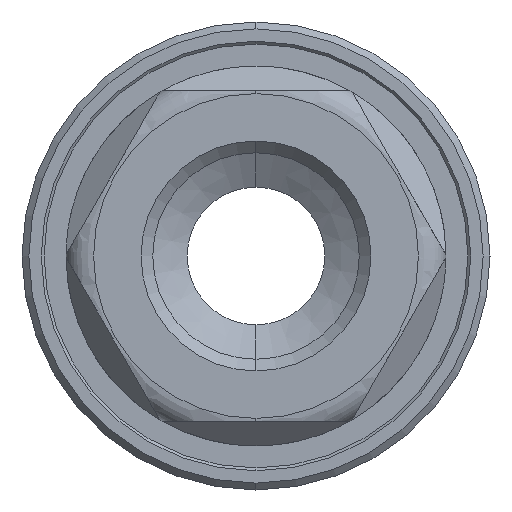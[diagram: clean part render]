
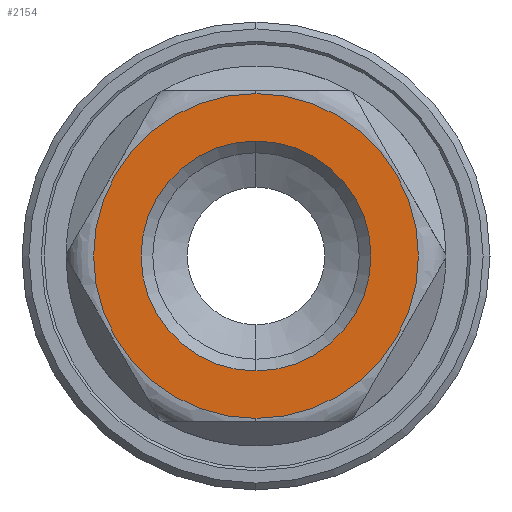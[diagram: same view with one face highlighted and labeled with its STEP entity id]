
A CAD part, left-side view. The second image highlights one B-rep face of the part: STEP entity #2154.
In plain terms, the highlighted planar face has unit normal (-1, 0, 0).
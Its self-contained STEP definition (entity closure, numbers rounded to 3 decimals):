
#115 = CARTESIAN_POINT ( 'NONE',  ( 0., 0., -8.35 ) ) ;
#116 = CARTESIAN_POINT ( 'NONE',  ( 0., 0., 11.8 ) ) ;
#121 = CARTESIAN_POINT ( 'NONE',  ( 0., 0., 8.35 ) ) ;
#152 = CARTESIAN_POINT ( 'NONE',  ( 0., 0., -11.8 ) ) ;
#371 = FACE_BOUND ( 'NONE', #692, .T. ) ;
#373 = FACE_OUTER_BOUND ( 'NONE', #680, .T. ) ;
#525 = CIRCLE ( 'NONE', #1925, 8.35 ) ;
#527 = CIRCLE ( 'NONE', #1924, 11.8 ) ;
#532 = CIRCLE ( 'NONE', #1919, 11.8 ) ;
#535 = CIRCLE ( 'NONE', #1917, 8.35 ) ;
#680 = EDGE_LOOP ( 'NONE', ( #799, #800 ) ) ;
#692 = EDGE_LOOP ( 'NONE', ( #797, #798 ) ) ;
#797 = ORIENTED_EDGE ( 'NONE', *, *, #1232, .F. ) ;
#798 = ORIENTED_EDGE ( 'NONE', *, *, #1215, .F. ) ;
#799 = ORIENTED_EDGE ( 'NONE', *, *, #1219, .T. ) ;
#800 = ORIENTED_EDGE ( 'NONE', *, *, #1231, .T. ) ;
#1215 = EDGE_CURVE ( 'NONE', #2280, #2285, #535, .T. ) ;
#1219 = EDGE_CURVE ( 'NONE', #2281, #2391, #532, .T. ) ;
#1231 = EDGE_CURVE ( 'NONE', #2391, #2281, #527, .T. ) ;
#1232 = EDGE_CURVE ( 'NONE', #2285, #2280, #525, .T. ) ;
#1721 = DIRECTION ( 'NONE',  ( 0., 0., -1. ) ) ;
#1722 = DIRECTION ( 'NONE',  ( 1., 0., 0. ) ) ;
#1723 = CARTESIAN_POINT ( 'NONE',  ( 0., 11.8, 0. ) ) ;
#1724 = PLANE ( 'NONE',  #2027 ) ;
#1917 = AXIS2_PLACEMENT_3D ( 'NONE', #2666, #2667, #2665 ) ;
#1919 = AXIS2_PLACEMENT_3D ( 'NONE', #2637, #2638, #2636 ) ;
#1924 = AXIS2_PLACEMENT_3D ( 'NONE', #3012, #3013, #3014 ) ;
#1925 = AXIS2_PLACEMENT_3D ( 'NONE', #3015, #3017, #3018 ) ;
#2027 = AXIS2_PLACEMENT_3D ( 'NONE', #1723, #1722, #1721 ) ;
#2154 = ADVANCED_FACE ( 'NONE', ( #371, #373 ), #1724, .F. ) ;
#2280 = VERTEX_POINT ( 'NONE', #115 ) ;
#2281 = VERTEX_POINT ( 'NONE', #116 ) ;
#2285 = VERTEX_POINT ( 'NONE', #121 ) ;
#2391 = VERTEX_POINT ( 'NONE', #152 ) ;
#2636 = DIRECTION ( 'NONE',  ( 0., 0., 1. ) ) ;
#2637 = CARTESIAN_POINT ( 'NONE',  ( 0., 0., 0. ) ) ;
#2638 = DIRECTION ( 'NONE',  ( -1., 0., 0. ) ) ;
#2665 = DIRECTION ( 'NONE',  ( 0., 0., 1. ) ) ;
#2666 = CARTESIAN_POINT ( 'NONE',  ( 0., 0., 0. ) ) ;
#2667 = DIRECTION ( 'NONE',  ( -1., 0., 0. ) ) ;
#3012 = CARTESIAN_POINT ( 'NONE',  ( 0., 0., 0. ) ) ;
#3013 = DIRECTION ( 'NONE',  ( -1., 0., 0. ) ) ;
#3014 = DIRECTION ( 'NONE',  ( 0., 0., 1. ) ) ;
#3015 = CARTESIAN_POINT ( 'NONE',  ( 0., 0., 0. ) ) ;
#3017 = DIRECTION ( 'NONE',  ( -1., 0., 0. ) ) ;
#3018 = DIRECTION ( 'NONE',  ( 0., 0., 1. ) ) ;
